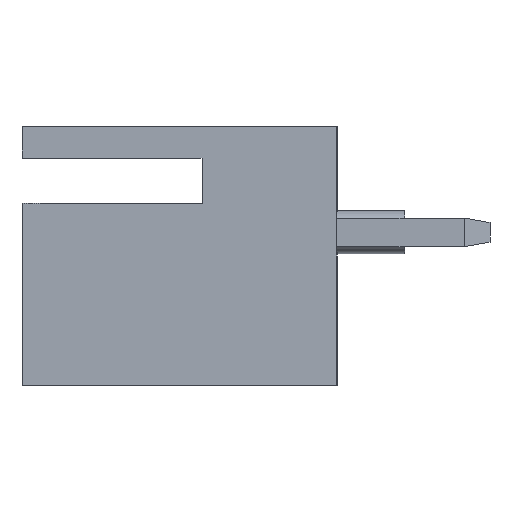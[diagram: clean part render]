
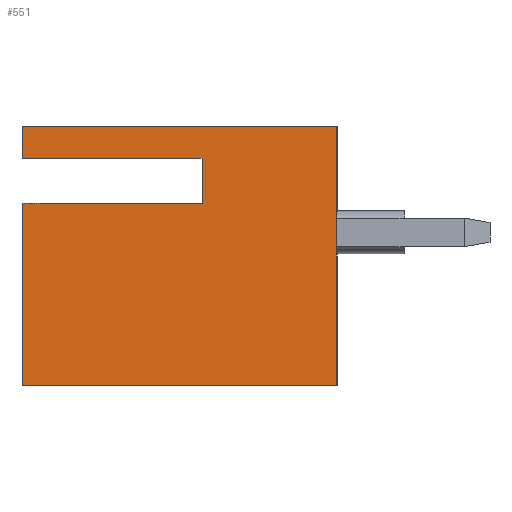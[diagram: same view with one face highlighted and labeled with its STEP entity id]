
A CAD part, left-side view. The second image highlights one B-rep face of the part: STEP entity #551.
In plain terms, the highlighted planar face has unit normal (-1, 0, 0).
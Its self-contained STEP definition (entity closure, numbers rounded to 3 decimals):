
#15 = VERTEX_POINT ( 'NONE', #1200 ) ;
#20 = EDGE_CURVE ( 'NONE', #221, #21, #1473, .T. ) ;
#21 = VERTEX_POINT ( 'NONE', #1469 ) ;
#221 = VERTEX_POINT ( 'NONE', #1663 ) ;
#271 = VERTEX_POINT ( 'NONE', #1865 ) ;
#278 = EDGE_CURVE ( 'NONE', #21, #271, #1854, .T. ) ;
#314 = EDGE_CURVE ( 'NONE', #15, #315, #1765, .T. ) ;
#315 = VERTEX_POINT ( 'NONE', #1761 ) ;
#355 = EDGE_CURVE ( 'NONE', #377, #271, #2118, .T. ) ;
#377 = VERTEX_POINT ( 'NONE', #2156 ) ;
#429 = VERTEX_POINT ( 'NONE', #2098 ) ;
#431 = EDGE_CURVE ( 'NONE', #221, #429, #2097, .T. ) ;
#467 = EDGE_CURVE ( 'NONE', #15, #377, #2429, .T. ) ;
#474 = EDGE_CURVE ( 'NONE', #555, #315, #2260, .T. ) ;
#475 = ORIENTED_EDGE ( 'NONE', *, *, #314, .F. ) ;
#476 = ORIENTED_EDGE ( 'NONE', *, *, #467, .T. ) ;
#477 = ORIENTED_EDGE ( 'NONE', *, *, #355, .T. ) ;
#478 = ORIENTED_EDGE ( 'NONE', *, *, #278, .F. ) ;
#479 = ORIENTED_EDGE ( 'NONE', *, *, #20, .F. ) ;
#480 = ORIENTED_EDGE ( 'NONE', *, *, #431, .T. ) ;
#497 = ORIENTED_EDGE ( 'NONE', *, *, #474, .T. ) ;
#551 = ADVANCED_FACE ( 'NONE', ( #2406 ), #2391, .F. ) ;
#552 = EDGE_LOOP ( 'NONE', ( #553, #497, #475, #476, #477, #478, #479, #480 ) ) ;
#553 = ORIENTED_EDGE ( 'NONE', *, *, #554, .T. ) ;
#554 = EDGE_CURVE ( 'NONE', #429, #555, #2386, .T. ) ;
#555 = VERTEX_POINT ( 'NONE', #2295 ) ;
#1200 = CARTESIAN_POINT ( 'NONE',  ( -4.95, 7., -2.875 ) ) ;
#1469 = CARTESIAN_POINT ( 'NONE',  ( -4.95, 7., 2.875 ) ) ;
#1470 = DIRECTION ( 'NONE',  ( 0., 0., 1. ) ) ;
#1471 = VECTOR ( 'NONE', #1470, 1000. ) ;
#1472 = CARTESIAN_POINT ( 'NONE',  ( -4.95, 7., -2.875 ) ) ;
#1473 = LINE ( 'NONE', #1472, #1471 ) ;
#1663 = CARTESIAN_POINT ( 'NONE',  ( -4.95, 7., 2.175 ) ) ;
#1761 = CARTESIAN_POINT ( 'NONE',  ( -4.95, 7., 1.175 ) ) ;
#1762 = DIRECTION ( 'NONE',  ( 0., 0., 1. ) ) ;
#1763 = VECTOR ( 'NONE', #1762, 1000. ) ;
#1764 = CARTESIAN_POINT ( 'NONE',  ( -4.95, 7., -2.875 ) ) ;
#1765 = LINE ( 'NONE', #1764, #1763 ) ;
#1851 = DIRECTION ( 'NONE',  ( 0., -1., 0. ) ) ;
#1852 = VECTOR ( 'NONE', #1851, 1000. ) ;
#1853 = CARTESIAN_POINT ( 'NONE',  ( -4.95, 7., 2.875 ) ) ;
#1854 = LINE ( 'NONE', #1853, #1852 ) ;
#1865 = CARTESIAN_POINT ( 'NONE',  ( -4.95, 0., 2.875 ) ) ;
#2094 = DIRECTION ( 'NONE',  ( 0., -1., 0. ) ) ;
#2095 = VECTOR ( 'NONE', #2094, 1000. ) ;
#2096 = CARTESIAN_POINT ( 'NONE',  ( -4.95, 7., 2.175 ) ) ;
#2097 = LINE ( 'NONE', #2096, #2095 ) ;
#2098 = CARTESIAN_POINT ( 'NONE',  ( -4.95, 3., 2.175 ) ) ;
#2115 = DIRECTION ( 'NONE',  ( 0., 0., 1. ) ) ;
#2116 = VECTOR ( 'NONE', #2115, 1000. ) ;
#2117 = CARTESIAN_POINT ( 'NONE',  ( -4.95, 0., -2.875 ) ) ;
#2118 = LINE ( 'NONE', #2117, #2116 ) ;
#2156 = CARTESIAN_POINT ( 'NONE',  ( -4.95, 0., -2.875 ) ) ;
#2257 = DIRECTION ( 'NONE',  ( 0., 1., 0. ) ) ;
#2258 = VECTOR ( 'NONE', #2257, 1000. ) ;
#2259 = CARTESIAN_POINT ( 'NONE',  ( -4.95, 7., 1.175 ) ) ;
#2260 = LINE ( 'NONE', #2259, #2258 ) ;
#2295 = CARTESIAN_POINT ( 'NONE',  ( -4.95, 3., 1.175 ) ) ;
#2296 = DIRECTION ( 'NONE',  ( 0., 0., -1. ) ) ;
#2348 = DIRECTION ( 'NONE',  ( 0., -1., 0. ) ) ;
#2349 = VECTOR ( 'NONE', #2348, 1000. ) ;
#2350 = CARTESIAN_POINT ( 'NONE',  ( -4.95, 7., -2.875 ) ) ;
#2384 = VECTOR ( 'NONE', #2296, 1000. ) ;
#2385 = CARTESIAN_POINT ( 'NONE',  ( -4.95, 3., -2.875 ) ) ;
#2386 = LINE ( 'NONE', #2385, #2384 ) ;
#2387 = DIRECTION ( 'NONE',  ( 0., 0., -1. ) ) ;
#2388 = DIRECTION ( 'NONE',  ( 1., 0., 0. ) ) ;
#2389 = CARTESIAN_POINT ( 'NONE',  ( -4.95, 7., -2.875 ) ) ;
#2390 = AXIS2_PLACEMENT_3D ( 'NONE', #2389, #2388, #2387 ) ;
#2391 = PLANE ( 'NONE',  #2390 ) ;
#2406 = FACE_OUTER_BOUND ( 'NONE', #552, .T. ) ;
#2429 = LINE ( 'NONE', #2350, #2349 ) ;
